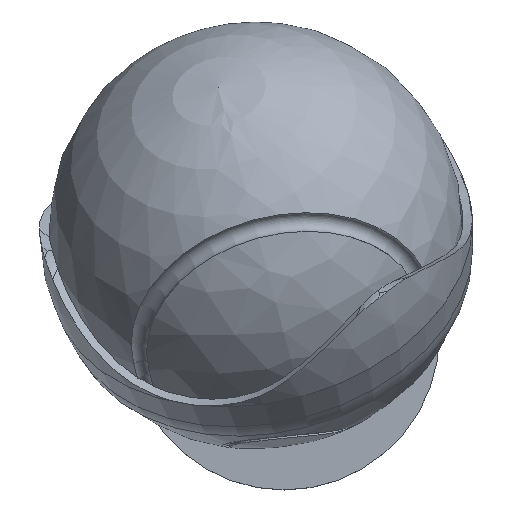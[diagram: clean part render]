
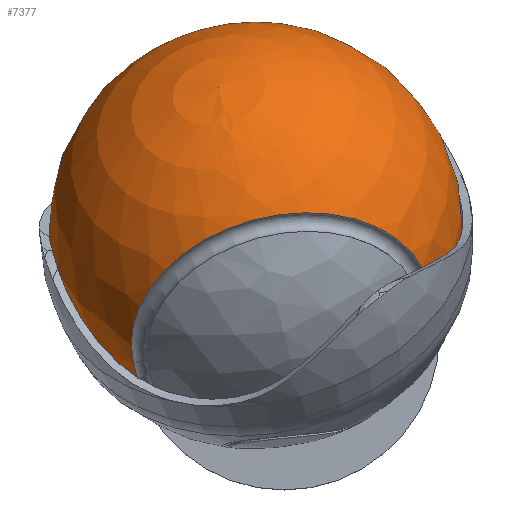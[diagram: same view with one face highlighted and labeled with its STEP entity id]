
A CAD part, top view. The second image highlights one B-rep face of the part: STEP entity #7377.
In plain terms, the highlighted spherical face has radius 33.35 mm.
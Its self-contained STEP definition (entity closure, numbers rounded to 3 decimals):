
#83=SPHERICAL_SURFACE('',#7940,33.35);
#1279=FACE_OUTER_BOUND('',#1731,.T.);
#1731=EDGE_LOOP('',(#6411,#6412,#6413,#6414,#6415,#6416,#6417));
#2646=CIRCLE('',#7927,24.619);
#2647=CIRCLE('',#7928,24.619);
#2648=CIRCLE('',#7930,24.619);
#2655=CIRCLE('',#7939,22.498);
#2656=CIRCLE('',#7941,22.498);
#2657=CIRCLE('',#7942,33.35);
#3264=VERTEX_POINT('',#17883);
#3268=VERTEX_POINT('',#17890);
#3269=VERTEX_POINT('',#17892);
#3270=VERTEX_POINT('',#17896);
#3271=VERTEX_POINT('',#17897);
#3275=VERTEX_POINT('',#17913);
#4335=EDGE_CURVE('',#3269,#3268,#2646,.T.);
#4336=EDGE_CURVE('',#3264,#3269,#2647,.T.);
#4337=EDGE_CURVE('',#3270,#3271,#2648,.T.);
#4344=EDGE_CURVE('',#3268,#3270,#2655,.T.);
#4345=EDGE_CURVE('',#3271,#3264,#2656,.T.);
#4346=EDGE_CURVE('',#3275,#3269,#2657,.T.);
#6411=ORIENTED_EDGE('',*,*,#4344,.T.);
#6412=ORIENTED_EDGE('',*,*,#4337,.T.);
#6413=ORIENTED_EDGE('',*,*,#4345,.T.);
#6414=ORIENTED_EDGE('',*,*,#4336,.T.);
#6415=ORIENTED_EDGE('',*,*,#4346,.F.);
#6416=ORIENTED_EDGE('',*,*,#4346,.T.);
#6417=ORIENTED_EDGE('',*,*,#4335,.T.);
#7377=ADVANCED_FACE('',(#1279),#83,.T.);
#7927=AXIS2_PLACEMENT_3D('',#17893,#9116,#9117);
#7928=AXIS2_PLACEMENT_3D('',#17894,#9118,#9119);
#7930=AXIS2_PLACEMENT_3D('',#17898,#9122,#9123);
#7939=AXIS2_PLACEMENT_3D('',#17910,#9140,#9141);
#7940=AXIS2_PLACEMENT_3D('',#17911,#9142,#9143);
#7941=AXIS2_PLACEMENT_3D('',#17912,#9144,#9145);
#7942=AXIS2_PLACEMENT_3D('',#17914,#9146,#9147);
#9116=DIRECTION('center_axis',(1.,0.,0.));
#9117=DIRECTION('ref_axis',(0.,0.,-1.));
#9118=DIRECTION('center_axis',(1.,0.,0.));
#9119=DIRECTION('ref_axis',(0.,0.,-1.));
#9122=DIRECTION('center_axis',(-1.,0.,0.));
#9123=DIRECTION('ref_axis',(0.,0.,1.));
#9140=DIRECTION('center_axis',(0.,-1.,0.));
#9141=DIRECTION('ref_axis',(0.,0.,-1.));
#9142=DIRECTION('center_axis',(0.,0.,1.));
#9143=DIRECTION('ref_axis',(1.,0.,0.));
#9144=DIRECTION('center_axis',(0.,1.,0.));
#9145=DIRECTION('ref_axis',(0.,0.,1.));
#9146=DIRECTION('center_axis',(0.,-1.,0.));
#9147=DIRECTION('ref_axis',(-1.,0.,0.));
#17883=CARTESIAN_POINT('',(-22.498,24.619,0.));
#17890=CARTESIAN_POINT('',(-22.498,-24.619,0.));
#17892=CARTESIAN_POINT('',(-22.498,0.,24.619));
#17893=CARTESIAN_POINT('Origin',(-22.498,0.,
0.));
#17894=CARTESIAN_POINT('Origin',(-22.498,0.,
0.));
#17896=CARTESIAN_POINT('',(22.498,-24.619,0.));
#17897=CARTESIAN_POINT('',(22.498,24.619,0.));
#17898=CARTESIAN_POINT('Origin',(22.498,0.,0.));
#17910=CARTESIAN_POINT('Origin',(0.,-24.619,
0.));
#17911=CARTESIAN_POINT('Origin',(0.,0.,0.));
#17912=CARTESIAN_POINT('Origin',(0.,24.619,
0.));
#17913=CARTESIAN_POINT('',(0.,0.,
33.35));
#17914=CARTESIAN_POINT('Origin',(0.,0.,0.));
